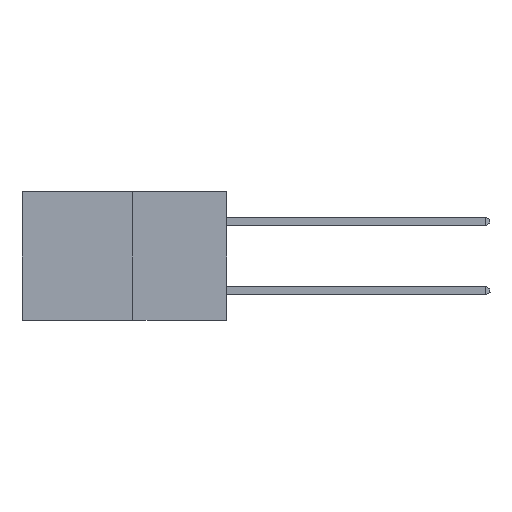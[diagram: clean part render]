
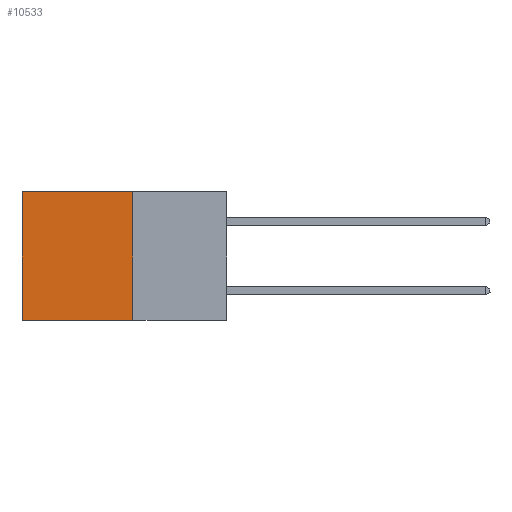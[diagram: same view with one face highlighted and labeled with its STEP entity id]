
A CAD part, left-side view. The second image highlights one B-rep face of the part: STEP entity #10533.
In plain terms, the highlighted planar face has unit normal (-1, 0, 0).
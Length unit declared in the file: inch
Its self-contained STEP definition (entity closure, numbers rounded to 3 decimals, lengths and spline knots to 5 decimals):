
#147 = LINE ( 'NONE', #20275, #9211 ) ;
#800 = CARTESIAN_POINT ( 'NONE',  ( 0.277, 0.27, -0.37 ) ) ;
#1908 = EDGE_CURVE ( 'NONE', #20634, #16365, #16749, .T. ) ;
#2521 = DIRECTION ( 'NONE',  ( 0., 0., -1. ) ) ;
#4908 = CARTESIAN_POINT ( 'NONE',  ( 0.277, 0.27, -0.37 ) ) ;
#5291 = VERTEX_POINT ( 'NONE', #6218 ) ;
#6218 = CARTESIAN_POINT ( 'NONE',  ( 0.277, 0.59, -0.37 ) ) ;
#6448 = ORIENTED_EDGE ( 'NONE', *, *, #1908, .F. ) ;
#6577 = LINE ( 'NONE', #12302, #10829 ) ;
#8605 = DIRECTION ( 'NONE',  ( 0., 1., 0. ) ) ;
#8622 = EDGE_LOOP ( 'NONE', ( #19379, #14191, #6448, #13677 ) ) ;
#9211 = VECTOR ( 'NONE', #10239, 39.37008 ) ;
#10230 = DIRECTION ( 'NONE',  ( 0., 0., -1. ) ) ;
#10239 = DIRECTION ( 'NONE',  ( 0., 0., -1. ) ) ;
#10533 = ADVANCED_FACE ( 'NONE', ( #21323 ), #19341, .F. ) ;
#10575 = CARTESIAN_POINT ( 'NONE',  ( 0.277, 0.27, 0. ) ) ;
#10829 = VECTOR ( 'NONE', #14004, 39.37008 ) ;
#11680 = AXIS2_PLACEMENT_3D ( 'NONE', #800, #12674, #2521 ) ;
#12302 = CARTESIAN_POINT ( 'NONE',  ( 0.277, 0.27, 0. ) ) ;
#12674 = DIRECTION ( 'NONE',  ( 1., 0., 0. ) ) ;
#13677 = ORIENTED_EDGE ( 'NONE', *, *, #17483, .T. ) ;
#13895 = VECTOR ( 'NONE', #10230, 39.37008 ) ;
#14004 = DIRECTION ( 'NONE',  ( 0., 1., 0. ) ) ;
#14191 = ORIENTED_EDGE ( 'NONE', *, *, #18065, .F. ) ;
#16164 = CARTESIAN_POINT ( 'NONE',  ( 0.277, 0.27, -0.37 ) ) ;
#16365 = VERTEX_POINT ( 'NONE', #16164 ) ;
#16749 = LINE ( 'NONE', #4908, #13895 ) ;
#17483 = EDGE_CURVE ( 'NONE', #20634, #21238, #6577, .T. ) ;
#17614 = VECTOR ( 'NONE', #8605, 39.37008 ) ;
#18036 = EDGE_CURVE ( 'NONE', #21238, #5291, #147, .T. ) ;
#18065 = EDGE_CURVE ( 'NONE', #16365, #5291, #21480, .T. ) ;
#18673 = CARTESIAN_POINT ( 'NONE',  ( 0.277, 0.27, -0.37 ) ) ;
#19341 = PLANE ( 'NONE',  #11680 ) ;
#19379 = ORIENTED_EDGE ( 'NONE', *, *, #18036, .T. ) ;
#20275 = CARTESIAN_POINT ( 'NONE',  ( 0.277, 0.59, -0.37 ) ) ;
#20634 = VERTEX_POINT ( 'NONE', #10575 ) ;
#20724 = CARTESIAN_POINT ( 'NONE',  ( 0.277, 0.59, 0. ) ) ;
#21238 = VERTEX_POINT ( 'NONE', #20724 ) ;
#21323 = FACE_OUTER_BOUND ( 'NONE', #8622, .T. ) ;
#21480 = LINE ( 'NONE', #18673, #17614 ) ;
